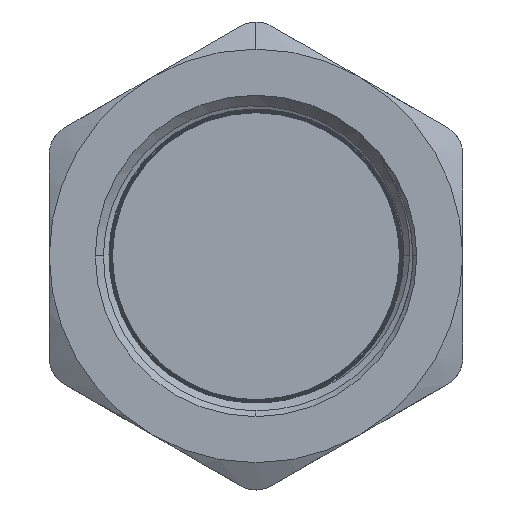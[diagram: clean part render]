
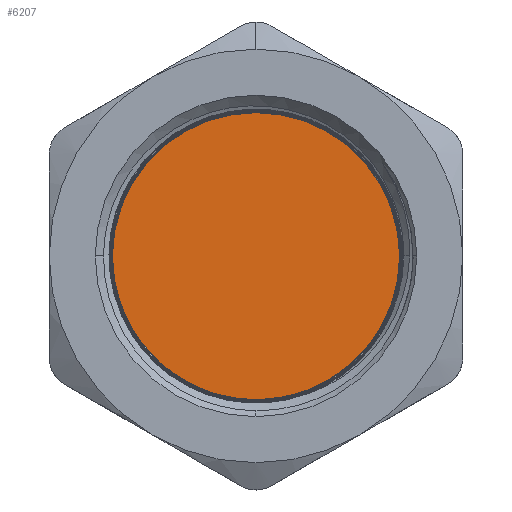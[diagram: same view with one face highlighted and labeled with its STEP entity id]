
A CAD part, top view. The second image highlights one B-rep face of the part: STEP entity #6207.
In plain terms, the highlighted planar face has unit normal (0, 0, 1).
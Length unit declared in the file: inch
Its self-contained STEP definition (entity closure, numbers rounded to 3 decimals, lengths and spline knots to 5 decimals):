
#459 = CARTESIAN_POINT ( 'NONE',  ( -0.86789, 0., -0.335 ) ) ;
#481 = CARTESIAN_POINT ( 'NONE',  ( 0.86789, 0., -0.335 ) ) ;
#1427 = VERTEX_POINT ( 'NONE', #481 ) ;
#1535 = EDGE_CURVE ( 'NONE', #1427, #11154, #13508, .T. ) ;
#1643 = AXIS2_PLACEMENT_3D ( 'NONE', #6169, #7339, #7194 ) ;
#1946 = DIRECTION ( 'NONE',  ( 0., 0., 1. ) ) ;
#4255 = ORIENTED_EDGE ( 'NONE', *, *, #1535, .T. ) ;
#6169 = CARTESIAN_POINT ( 'NONE',  ( 0., 0., -0.335 ) ) ;
#6207 = ADVANCED_FACE ( 'NONE', ( #12653 ), #7956, .F. ) ;
#6324 = AXIS2_PLACEMENT_3D ( 'NONE', #9127, #13757, #13837 ) ;
#6729 = ORIENTED_EDGE ( 'NONE', *, *, #12334, .T. ) ;
#7194 = DIRECTION ( 'NONE',  ( 1., 0., 0. ) ) ;
#7291 = EDGE_LOOP ( 'NONE', ( #6729, #4255 ) ) ;
#7339 = DIRECTION ( 'NONE',  ( 0., 0., 1. ) ) ;
#7956 = PLANE ( 'NONE',  #6324 ) ;
#9127 = CARTESIAN_POINT ( 'NONE',  ( 0., 0., -0.335 ) ) ;
#9198 = CARTESIAN_POINT ( 'NONE',  ( 0., 0., -0.335 ) ) ;
#10245 = AXIS2_PLACEMENT_3D ( 'NONE', #9198, #1946, #11622 ) ;
#11154 = VERTEX_POINT ( 'NONE', #459 ) ;
#11622 = DIRECTION ( 'NONE',  ( 1., 0., 0. ) ) ;
#12334 = EDGE_CURVE ( 'NONE', #11154, #1427, #13127, .T. ) ;
#12653 = FACE_OUTER_BOUND ( 'NONE', #7291, .T. ) ;
#13127 = CIRCLE ( 'NONE', #1643, 0.86789 ) ;
#13508 = CIRCLE ( 'NONE', #10245, 0.86789 ) ;
#13757 = DIRECTION ( 'NONE',  ( 0., 0., -1. ) ) ;
#13837 = DIRECTION ( 'NONE',  ( -1., 0., 0. ) ) ;
